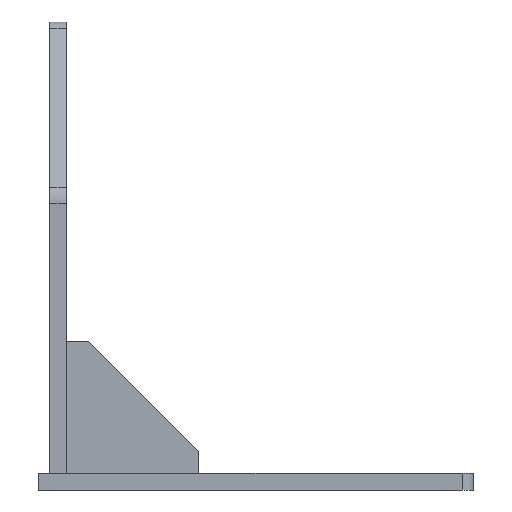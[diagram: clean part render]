
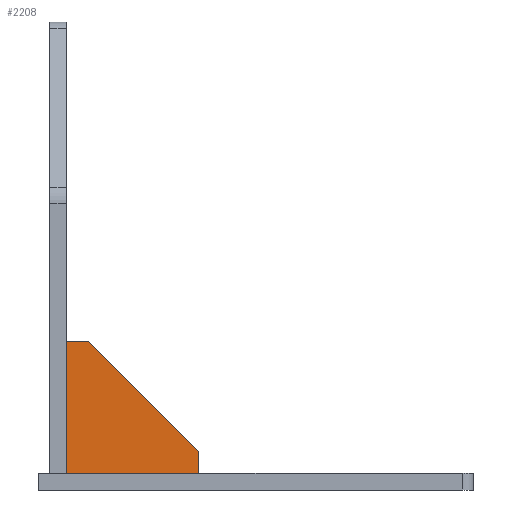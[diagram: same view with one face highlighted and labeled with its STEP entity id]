
A CAD part, front view. The second image highlights one B-rep face of the part: STEP entity #2208.
In plain terms, the highlighted planar face has unit normal (0, -1, 0).
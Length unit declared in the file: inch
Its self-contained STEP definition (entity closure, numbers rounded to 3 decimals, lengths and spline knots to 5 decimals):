
#22 = ORIENTED_EDGE ( 'NONE', *, *, #1778, .F. ) ;
#40 = CARTESIAN_POINT ( 'NONE',  ( 1.5, -9., 1.5 ) ) ;
#63 = ORIENTED_EDGE ( 'NONE', *, *, #3653, .F. ) ;
#132 = VERTEX_POINT ( 'NONE', #1116 ) ;
#211 = DIRECTION ( 'NONE',  ( 0., 0., 1. ) ) ;
#352 = PLANE ( 'NONE',  #3629 ) ;
#370 = DIRECTION ( 'NONE',  ( -1., 0., 0. ) ) ;
#409 = CARTESIAN_POINT ( 'NONE',  ( 3., -9., 0. ) ) ;
#436 = DIRECTION ( 'NONE',  ( 0., 0., -1. ) ) ;
#602 = LINE ( 'NONE', #2170, #2232 ) ;
#683 = DIRECTION ( 'NONE',  ( 1., 0., 0. ) ) ;
#841 = VERTEX_POINT ( 'NONE', #1500 ) ;
#893 = VECTOR ( 'NONE', #436, 39.37008 ) ;
#1116 = CARTESIAN_POINT ( 'NONE',  ( 3., -9., 0.5 ) ) ;
#1250 = EDGE_CURVE ( 'NONE', #841, #1337, #2842, .T. ) ;
#1303 = EDGE_CURVE ( 'NONE', #2686, #132, #602, .T. ) ;
#1337 = VERTEX_POINT ( 'NONE', #2561 ) ;
#1416 = LINE ( 'NONE', #3758, #3745 ) ;
#1429 = LINE ( 'NONE', #1453, #2168 ) ;
#1453 = CARTESIAN_POINT ( 'NONE',  ( 3., -9., 0. ) ) ;
#1500 = CARTESIAN_POINT ( 'NONE',  ( 0., -9., 0. ) ) ;
#1521 = DIRECTION ( 'NONE',  ( 0.707, 0., -0.707 ) ) ;
#1522 = ORIENTED_EDGE ( 'NONE', *, *, #3427, .F. ) ;
#1778 = EDGE_CURVE ( 'NONE', #3621, #841, #1429, .T. ) ;
#2038 = VECTOR ( 'NONE', #211, 39.37008 ) ;
#2068 = CARTESIAN_POINT ( 'NONE',  ( 0., -9., 0. ) ) ;
#2105 = CARTESIAN_POINT ( 'NONE',  ( 0.5, -9., 3. ) ) ;
#2168 = VECTOR ( 'NONE', #3519, 39.37008 ) ;
#2170 = CARTESIAN_POINT ( 'NONE',  ( 0.5, -9., 3. ) ) ;
#2201 = DIRECTION ( 'NONE',  ( 0., 1., 0. ) ) ;
#2208 = ADVANCED_FACE ( 'NONE', ( #2718 ), #352, .F. ) ;
#2232 = VECTOR ( 'NONE', #1521, 39.37008 ) ;
#2561 = CARTESIAN_POINT ( 'NONE',  ( 0., -9., 3. ) ) ;
#2686 = VERTEX_POINT ( 'NONE', #2105 ) ;
#2718 = FACE_OUTER_BOUND ( 'NONE', #3802, .T. ) ;
#2842 = LINE ( 'NONE', #2068, #2038 ) ;
#2996 = ORIENTED_EDGE ( 'NONE', *, *, #1303, .F. ) ;
#3241 = LINE ( 'NONE', #3405, #893 ) ;
#3405 = CARTESIAN_POINT ( 'NONE',  ( 3., -9., 0.5 ) ) ;
#3427 = EDGE_CURVE ( 'NONE', #132, #3621, #3241, .T. ) ;
#3519 = DIRECTION ( 'NONE',  ( -1., 0., 0. ) ) ;
#3621 = VERTEX_POINT ( 'NONE', #409 ) ;
#3629 = AXIS2_PLACEMENT_3D ( 'NONE', #40, #2201, #370 ) ;
#3653 = EDGE_CURVE ( 'NONE', #1337, #2686, #1416, .T. ) ;
#3745 = VECTOR ( 'NONE', #683, 39.37008 ) ;
#3758 = CARTESIAN_POINT ( 'NONE',  ( 0., -9., 3. ) ) ;
#3802 = EDGE_LOOP ( 'NONE', ( #22, #1522, #2996, #63, #3807 ) ) ;
#3807 = ORIENTED_EDGE ( 'NONE', *, *, #1250, .F. ) ;
